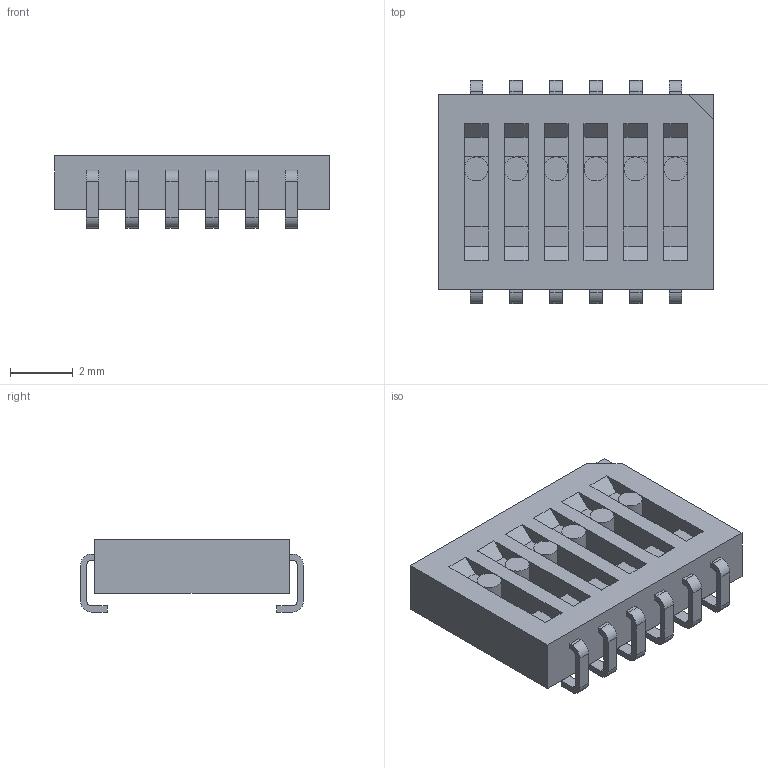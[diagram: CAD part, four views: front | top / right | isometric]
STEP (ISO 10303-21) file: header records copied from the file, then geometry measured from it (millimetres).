
FILE_DESCRIPTION(('FreeCAD Model'),'2;1');
FILE_NAME('Open CASCADE Shape Model','2025-04-15T12:30:43',( 'kicad StepUp'),('ksu MCAD'),'Open CASCADE STEP processor 7.8', 'FreeCAD','Unknown');
FILE_SCHEMA(('AUTOMOTIVE_DESIGN { 1 0 10303 214 1 1 1 1 }'));
Length unit declared in the file: millimetre
Products named in the file (1): Group012
Bounding box: 8.75 x 7.1 x 2.3 mm (x, y, z)
Volume: 85.8 mm3; surface area: 239.5 mm2
Topology: 1 solids, 1 shells, 266 faces, 678 edges, 432 vertices
Faces by surface type: plane 206, cylinder 60
Entity records: 10350 total; most frequent: ORIENTED_EDGE 1380, CARTESIAN_POINT 1377, DIRECTION 1338, EDGE_CURVE 678, LINE 552, VECTOR 552, VERTEX_POINT 432, AXIS2_PLACEMENT_3D 393
